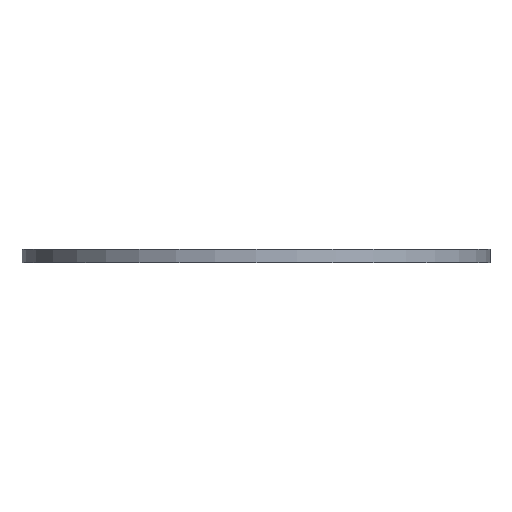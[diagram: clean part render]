
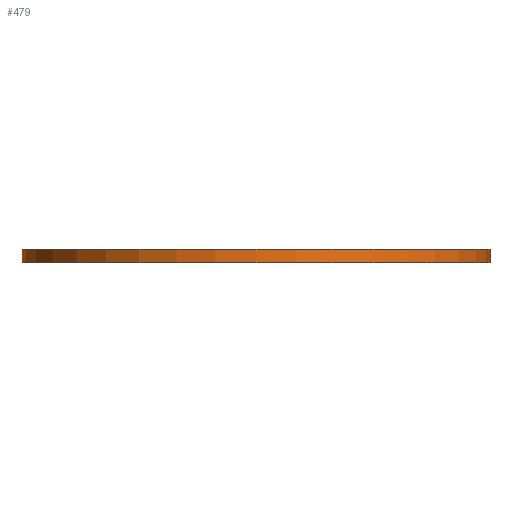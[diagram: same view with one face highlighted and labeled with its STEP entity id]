
A CAD part, front view. The second image highlights one B-rep face of the part: STEP entity #479.
In plain terms, the highlighted cylindrical face has radius 90 mm (diameter 180 mm), a partial arc.
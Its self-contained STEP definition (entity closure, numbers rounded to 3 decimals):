
#416 = ORIENTED_EDGE ( 'NONE', *, *, #527, .F. ) ;
#417 = ORIENTED_EDGE ( 'NONE', *, *, #418, .T. ) ;
#418 = EDGE_CURVE ( 'NONE', #525, #524, #1469, .T. ) ;
#419 = ORIENTED_EDGE ( 'NONE', *, *, #511, .T. ) ;
#420 = ORIENTED_EDGE ( 'NONE', *, *, #537, .F. ) ;
#479 = ADVANCED_FACE ( 'NONE', ( #1358 ), #1356, .T. ) ;
#480 = EDGE_LOOP ( 'NONE', ( #416, #417, #419, #420 ) ) ;
#509 = VERTEX_POINT ( 'NONE', #1680 ) ;
#511 = EDGE_CURVE ( 'NONE', #524, #509, #1679, .T. ) ;
#524 = VERTEX_POINT ( 'NONE', #1738 ) ;
#525 = VERTEX_POINT ( 'NONE', #1737 ) ;
#527 = EDGE_CURVE ( 'NONE', #525, #528, #1736, .T. ) ;
#528 = VERTEX_POINT ( 'NONE', #1732 ) ;
#537 = EDGE_CURVE ( 'NONE', #528, #509, #1720, .T. ) ;
#1356 = CYLINDRICAL_SURFACE ( 'NONE', #1357, 90. ) ;
#1357 = AXIS2_PLACEMENT_3D ( 'NONE', #1385, #1384, #1383 ) ;
#1358 = FACE_OUTER_BOUND ( 'NONE', #480, .T. ) ;
#1383 = DIRECTION ( 'NONE',  ( 1., 0., 0. ) ) ;
#1384 = DIRECTION ( 'NONE',  ( 0., 0., 1. ) ) ;
#1385 = CARTESIAN_POINT ( 'NONE',  ( 0., 0., -5. ) ) ;
#1465 = DIRECTION ( 'NONE',  ( 1., 0., 0. ) ) ;
#1466 = DIRECTION ( 'NONE',  ( 0., 0., 1. ) ) ;
#1467 = CARTESIAN_POINT ( 'NONE',  ( 0., 0., -5. ) ) ;
#1468 = AXIS2_PLACEMENT_3D ( 'NONE', #1467, #1466, #1465 ) ;
#1469 = CIRCLE ( 'NONE', #1468, 90. ) ;
#1676 = DIRECTION ( 'NONE',  ( 0., 0., 1. ) ) ;
#1677 = VECTOR ( 'NONE', #1676, 1000. ) ;
#1678 = CARTESIAN_POINT ( 'NONE',  ( 90., 0., -5. ) ) ;
#1679 = LINE ( 'NONE', #1678, #1677 ) ;
#1680 = CARTESIAN_POINT ( 'NONE',  ( 90., 0., 0. ) ) ;
#1716 = DIRECTION ( 'NONE',  ( 1., 0., 0. ) ) ;
#1717 = DIRECTION ( 'NONE',  ( 0., 0., 1. ) ) ;
#1718 = CARTESIAN_POINT ( 'NONE',  ( 0., 0., 0. ) ) ;
#1719 = AXIS2_PLACEMENT_3D ( 'NONE', #1718, #1717, #1716 ) ;
#1720 = CIRCLE ( 'NONE', #1719, 90. ) ;
#1732 = CARTESIAN_POINT ( 'NONE',  ( -90., 0., 0. ) ) ;
#1733 = DIRECTION ( 'NONE',  ( 0., 0., 1. ) ) ;
#1734 = VECTOR ( 'NONE', #1733, 1000. ) ;
#1735 = CARTESIAN_POINT ( 'NONE',  ( -90., 0., -5. ) ) ;
#1736 = LINE ( 'NONE', #1735, #1734 ) ;
#1737 = CARTESIAN_POINT ( 'NONE',  ( -90., 0., -5. ) ) ;
#1738 = CARTESIAN_POINT ( 'NONE',  ( 90., 0., -5. ) ) ;
